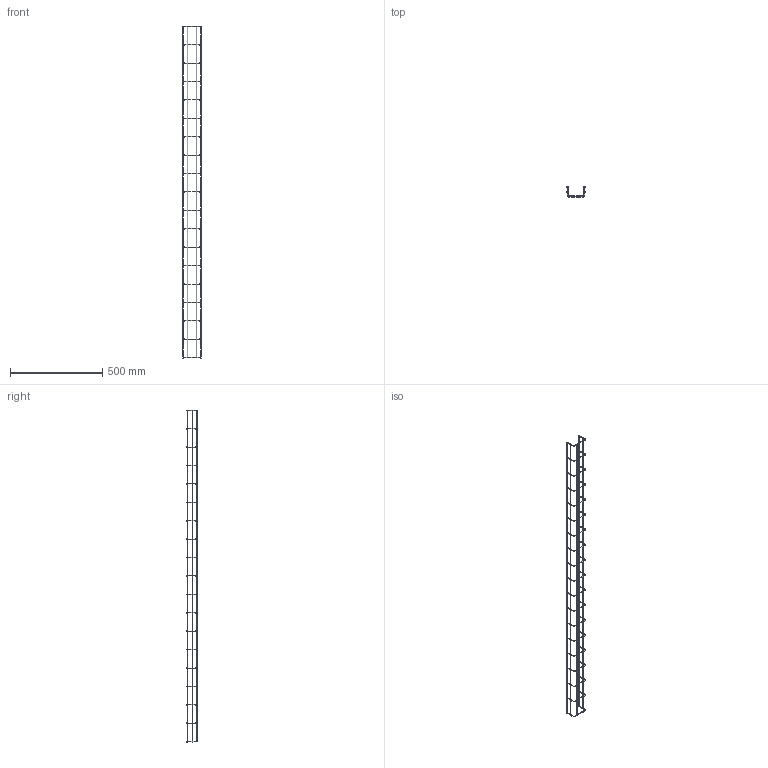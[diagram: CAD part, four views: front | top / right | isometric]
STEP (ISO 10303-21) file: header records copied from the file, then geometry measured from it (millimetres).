
FILE_DESCRIPTION (( 'STEP AP214' ), '1' );
FILE_NAME ('6005411_KSTP1.stp', '2018-09-27T06:02:27', ( '' ), ( '' ), 'SwSTEP 2.0', 'SolidWorks 2016', '' );
FILE_SCHEMA (( 'AUTOMOTIVE_DESIGN' ));
Length unit declared in the file: millimetre
Products named in the file (1): 6005411_KSTP1
Bounding box: 100 x 57.98 x 1803.8 mm (x, y, z)
Volume: 163324.1 mm3; surface area: 171191.9 mm2
Topology: 1 solids, 1 shells, 252 faces, 1024 edges, 632 vertices
Faces by surface type: cylinder 126, torus 76, plane 50
Entity records: 15666 total; most frequent: CARTESIAN_POINT 7809, ORIENTED_EDGE 2048, DIRECTION 1294, EDGE_CURVE 1024, VERTEX_POINT 632, AXIS2_PLACEMENT_3D 489, B_SPLINE_CURVE_WITH_KNOTS 380, VECTOR 316
